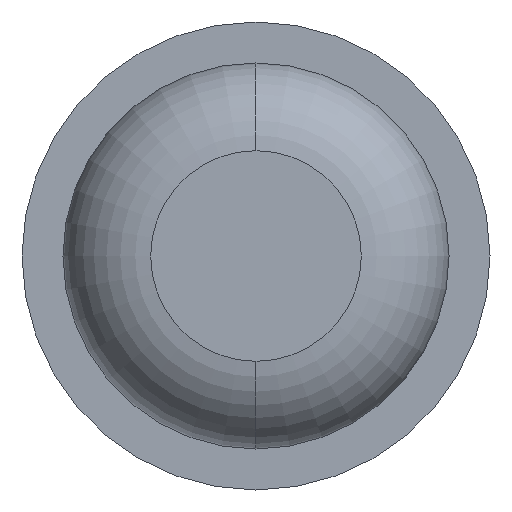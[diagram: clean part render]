
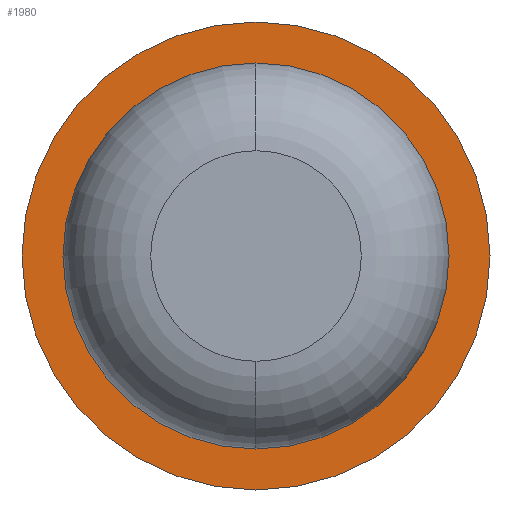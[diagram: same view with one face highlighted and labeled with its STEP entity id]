
A CAD part, front view. The second image highlights one B-rep face of the part: STEP entity #1980.
In plain terms, the highlighted planar face has unit normal (0, -1, 0).
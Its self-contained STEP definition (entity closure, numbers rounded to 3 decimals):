
#20 = DIRECTION ( 'NONE',  ( -1., 0., 0. ) ) ;
#97 = CARTESIAN_POINT ( 'NONE',  ( -1., -2., 0. ) ) ;
#215 = CARTESIAN_POINT ( 'NONE',  ( 0.825, -2., 0. ) ) ;
#450 = PLANE ( 'NONE',  #1244 ) ;
#488 = EDGE_CURVE ( 'Defeature ausgef�hrt1_1+Defeature ausgef�hrt1_4+Defeature ausgef�hrt1_4+Defeature ausgef�hrt1_4', #2175, #955, #1042, .T. ) ;
#676 = CARTESIAN_POINT ( 'NONE',  ( 0., -2., 0. ) ) ;
#862 = FACE_BOUND ( 'NONE', #1158, .T. ) ;
#955 = VERTEX_POINT ( 'NONE', #966 ) ;
#966 = CARTESIAN_POINT ( 'NONE',  ( 0., -2., 0.825 ) ) ;
#1042 = CIRCLE ( 'NONE', #1719, 0.825 ) ;
#1109 = AXIS2_PLACEMENT_3D ( 'NONE', #2663, #1340, #2883 ) ;
#1115 = DIRECTION ( 'NONE',  ( 0., 1., 0. ) ) ;
#1158 = EDGE_LOOP ( 'NONE', ( #1597, #1525 ) ) ;
#1199 = EDGE_LOOP ( 'NONE', ( #1554, #1831 ) ) ;
#1211 = EDGE_CURVE ( 'Defeature ausgef�hrt1_2+Defeature ausgef�hrt1_1+Defeature ausgef�hrt1_1+Defeature ausgef�hrt1_1', #2644, #2421, #2451, .T. ) ;
#1244 = AXIS2_PLACEMENT_3D ( 'NONE', #215, #1115, #20 ) ;
#1254 = AXIS2_PLACEMENT_3D ( 'NONE', #676, #2437, #2870 ) ;
#1340 = DIRECTION ( 'NONE',  ( 0., 1., 0. ) ) ;
#1451 = DIRECTION ( 'NONE',  ( 0., 1., 0. ) ) ;
#1452 = DIRECTION ( 'NONE',  ( -1., 0., 0. ) ) ;
#1525 = ORIENTED_EDGE ( 'NONE', *, *, #488, .T. ) ;
#1554 = ORIENTED_EDGE ( 'NONE', *, *, #1211, .F. ) ;
#1597 = ORIENTED_EDGE ( 'NONE', *, *, #2497, .T. ) ;
#1719 = AXIS2_PLACEMENT_3D ( 'NONE', #2388, #1919, #1452 ) ;
#1831 = ORIENTED_EDGE ( 'NONE', *, *, #2752, .F. ) ;
#1847 = CARTESIAN_POINT ( 'NONE',  ( 0., -2., -0.825 ) ) ;
#1919 = DIRECTION ( 'NONE',  ( 0., 1., 0. ) ) ;
#1980 = ADVANCED_FACE ( 'Defeature ausgef�hrt1_1', ( #2739, #862 ), #450, .F. ) ;
#1989 = CARTESIAN_POINT ( 'NONE',  ( 1., -2., 0. ) ) ;
#2129 = CARTESIAN_POINT ( 'NONE',  ( 0., -2., 0. ) ) ;
#2175 = VERTEX_POINT ( 'NONE', #1847 ) ;
#2204 = AXIS2_PLACEMENT_3D ( 'NONE', #2129, #1451, #2378 ) ;
#2378 = DIRECTION ( 'NONE',  ( -1., 0., 0. ) ) ;
#2388 = CARTESIAN_POINT ( 'NONE',  ( 0., -2., 0. ) ) ;
#2421 = VERTEX_POINT ( 'NONE', #1989 ) ;
#2437 = DIRECTION ( 'NONE',  ( 0., 1., 0. ) ) ;
#2451 = CIRCLE ( 'NONE', #1109, 1. ) ;
#2474 = CIRCLE ( 'NONE', #1254, 0.825 ) ;
#2497 = EDGE_CURVE ( 'Defeature ausgef�hrt1_1+Defeature ausgef�hrt1_4+Defeature ausgef�hrt1_4+Defeature ausgef�hrt1_4', #955, #2175, #2474, .T. ) ;
#2644 = VERTEX_POINT ( 'NONE', #97 ) ;
#2663 = CARTESIAN_POINT ( 'NONE',  ( 0., -2., 0. ) ) ;
#2672 = CIRCLE ( 'NONE', #2204, 1. ) ;
#2739 = FACE_OUTER_BOUND ( 'NONE', #1199, .T. ) ;
#2752 = EDGE_CURVE ( 'Defeature ausgef�hrt1_2+Defeature ausgef�hrt1_1+Defeature ausgef�hrt1_1+Defeature ausgef�hrt1_1', #2421, #2644, #2672, .T. ) ;
#2870 = DIRECTION ( 'NONE',  ( -1., 0., 0. ) ) ;
#2883 = DIRECTION ( 'NONE',  ( -1., 0., 0. ) ) ;
